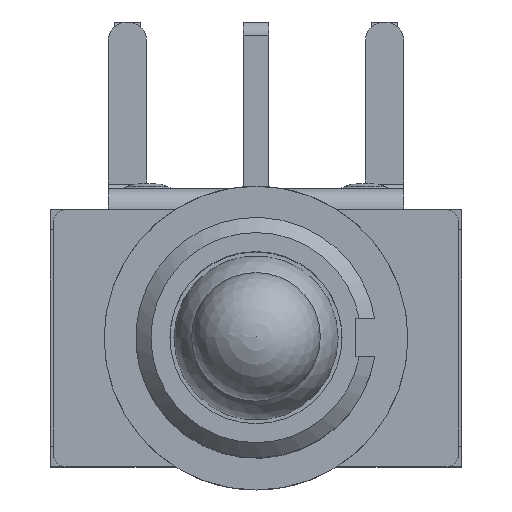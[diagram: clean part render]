
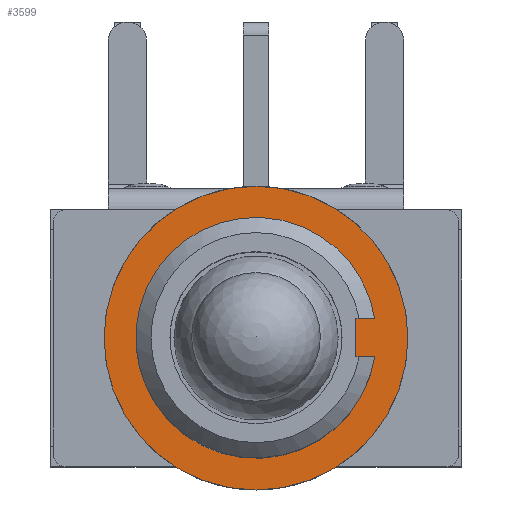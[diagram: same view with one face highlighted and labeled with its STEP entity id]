
A CAD part, top view. The second image highlights one B-rep face of the part: STEP entity #3599.
In plain terms, the highlighted planar face has unit normal (0, 0, 1).
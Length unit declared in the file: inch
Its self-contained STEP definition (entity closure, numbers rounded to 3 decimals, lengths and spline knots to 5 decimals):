
#31=FACE_BOUND('',#589,.T.);
#201=PLANE('',#3909);
#390=FACE_OUTER_BOUND('',#588,.T.);
#588=EDGE_LOOP('',(#3339));
#589=EDGE_LOOP('',(#3340,#3341,#3342,#3343));
#960=LINE('',#6380,#1340);
#964=LINE('',#6390,#1344);
#966=LINE('',#6393,#1346);
#1340=VECTOR('',#4827,0.3937);
#1344=VECTOR('',#4837,0.3937);
#1346=VECTOR('',#4841,0.3937);
#1467=CIRCLE('',#3908,0.0935);
#1468=CIRCLE('',#3910,0.11811);
#1794=VERTEX_POINT('',#6377);
#1795=VERTEX_POINT('',#6379);
#1797=VERTEX_POINT('',#6387);
#1798=VERTEX_POINT('',#6389);
#1799=VERTEX_POINT('',#6397);
#2308=EDGE_CURVE('',#1795,#1794,#960,.T.);
#2313=EDGE_CURVE('',#1798,#1797,#964,.T.);
#2315=EDGE_CURVE('',#1797,#1795,#966,.T.);
#2316=EDGE_CURVE('',#1794,#1798,#1467,.T.);
#2317=EDGE_CURVE('',#1799,#1799,#1468,.T.);
#3339=ORIENTED_EDGE('',*,*,#2317,.F.);
#3340=ORIENTED_EDGE('',*,*,#2313,.T.);
#3341=ORIENTED_EDGE('',*,*,#2315,.T.);
#3342=ORIENTED_EDGE('',*,*,#2308,.T.);
#3343=ORIENTED_EDGE('',*,*,#2316,.T.);
#3599=ADVANCED_FACE('',(#390,#31),#201,.F.);
#3908=AXIS2_PLACEMENT_3D('',#6395,#4844,#4845);
#3909=AXIS2_PLACEMENT_3D('',#6396,#4846,#4847);
#3910=AXIS2_PLACEMENT_3D('',#6398,#4848,#4849);
#4827=DIRECTION('',(1.,0.,0.));
#4837=DIRECTION('',(-1.,0.,0.));
#4841=DIRECTION('',(0.,-1.,0.));
#4844=DIRECTION('center_axis',(0.,0.,-1.));
#4845=DIRECTION('ref_axis',(-0.987,-0.16,0.));
#4846=DIRECTION('center_axis',(0.,0.,-1.));
#4847=DIRECTION('ref_axis',(-1.,0.,0.));
#4848=DIRECTION('center_axis',(0.,0.,-1.));
#4849=DIRECTION('ref_axis',(-1.,0.,0.));
#6377=CARTESIAN_POINT('',(0.0923,-0.01496,0.3248));
#6379=CARTESIAN_POINT('',(0.07734,-0.01496,0.3248));
#6380=CARTESIAN_POINT('',(0.03867,-0.01496,0.3248));
#6387=CARTESIAN_POINT('',(0.07734,0.01496,0.3248));
#6389=CARTESIAN_POINT('',(0.0923,0.01496,0.3248));
#6390=CARTESIAN_POINT('',(0.04615,0.01496,0.3248));
#6393=CARTESIAN_POINT('',(0.07734,0.00748,0.3248));
#6395=CARTESIAN_POINT('Origin',(0.,0.,
0.3248));
#6396=CARTESIAN_POINT('Origin',(0.,0.,
0.3248));
#6397=CARTESIAN_POINT('',(0.11811,0.,0.3248));
#6398=CARTESIAN_POINT('Origin',(0.,0.,
0.3248));
